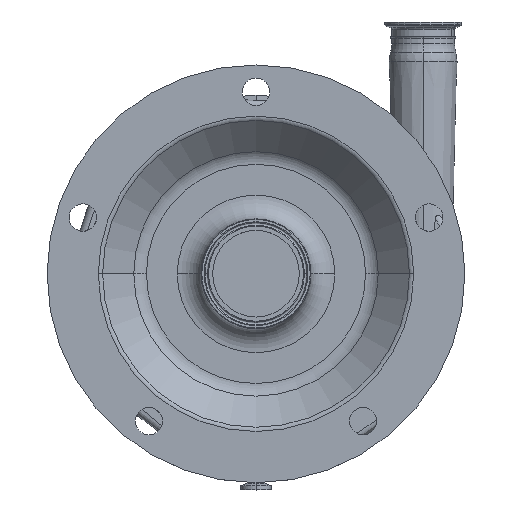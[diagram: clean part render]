
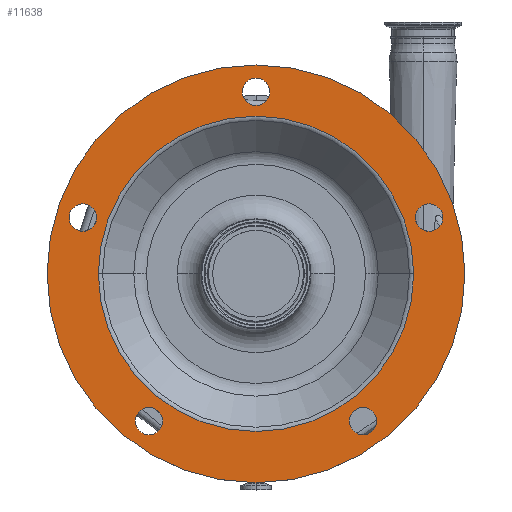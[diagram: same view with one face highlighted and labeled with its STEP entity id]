
A CAD part, top view. The second image highlights one B-rep face of the part: STEP entity #11638.
In plain terms, the highlighted planar face has unit normal (0, 0, 1).
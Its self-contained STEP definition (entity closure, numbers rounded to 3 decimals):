
#30 = CARTESIAN_POINT ( 'NONE',  ( -78.137, -123.375, 266.5 ) ) ;
#90 = EDGE_CURVE ( 'NONE', #12265, #1708, #10172, .T. ) ;
#140 = EDGE_CURVE ( 'NONE', #1708, #12265, #12888, .T. ) ;
#183 = CARTESIAN_POINT ( 'NONE',  ( 78.137, -123.375, 266.5 ) ) ;
#264 = CARTESIAN_POINT ( 'NONE',  ( -89.637, -123.375, 266.5 ) ) ;
#503 = EDGE_CURVE ( 'NONE', #5913, #11096, #8211, .T. ) ;
#568 = DIRECTION ( 'NONE',  ( 1., 0., 0. ) ) ;
#621 = EDGE_CURVE ( 'NONE', #4099, #3790, #3154, .T. ) ;
#652 = FACE_BOUND ( 'NONE', #8754, .T. ) ;
#721 = CIRCLE ( 'NONE', #8029, 11.5 ) ;
#735 = CIRCLE ( 'NONE', #2182, 11.5 ) ;
#906 = CARTESIAN_POINT ( 'NONE',  ( -101.137, -123.375, 266.5 ) ) ;
#1035 = DIRECTION ( 'NONE',  ( 0., 0., -1. ) ) ;
#1092 = DIRECTION ( 'NONE',  ( -1., 0., 0. ) ) ;
#1250 = CARTESIAN_POINT ( 'NONE',  ( 0., 152.5, 266.5 ) ) ;
#1310 = VERTEX_POINT ( 'NONE', #2453 ) ;
#1366 = ORIENTED_EDGE ( 'NONE', *, *, #10377, .F. ) ;
#1554 = FACE_BOUND ( 'NONE', #8430, .T. ) ;
#1573 = EDGE_CURVE ( 'NONE', #8296, #7762, #9907, .T. ) ;
#1602 = CARTESIAN_POINT ( 'NONE',  ( 0., 0., 266.5 ) ) ;
#1603 = AXIS2_PLACEMENT_3D ( 'NONE', #9415, #7319, #11306 ) ;
#1635 = CARTESIAN_POINT ( 'NONE',  ( -175., 0., 266.5 ) ) ;
#1706 = EDGE_CURVE ( 'NONE', #10385, #10345, #721, .T. ) ;
#1708 = VERTEX_POINT ( 'NONE', #11274 ) ;
#1790 = CIRCLE ( 'NONE', #5125, 132.071 ) ;
#1974 = DIRECTION ( 'NONE',  ( 1., 0., 0. ) ) ;
#2090 = CARTESIAN_POINT ( 'NONE',  ( -156.536, 47.125, 266.5 ) ) ;
#2182 = AXIS2_PLACEMENT_3D ( 'NONE', #9682, #10662, #10721 ) ;
#2242 = ORIENTED_EDGE ( 'NONE', *, *, #6741, .T. ) ;
#2339 = AXIS2_PLACEMENT_3D ( 'NONE', #12740, #3742, #1974 ) ;
#2392 = DIRECTION ( 'NONE',  ( -1., 0., 0. ) ) ;
#2453 = CARTESIAN_POINT ( 'NONE',  ( -11.5, 152.5, 266.5 ) ) ;
#2723 = FACE_BOUND ( 'NONE', #11766, .T. ) ;
#2862 = DIRECTION ( 'NONE',  ( 0., 0., 1. ) ) ;
#2913 = DIRECTION ( 'NONE',  ( 0., 0., 1. ) ) ;
#3154 = CIRCLE ( 'NONE', #2339, 11.5 ) ;
#3365 = EDGE_LOOP ( 'NONE', ( #8896, #5363 ) ) ;
#3507 = PLANE ( 'NONE',  #10915 ) ;
#3742 = DIRECTION ( 'NONE',  ( 0., 0., 1. ) ) ;
#3790 = VERTEX_POINT ( 'NONE', #6387 ) ;
#3906 = DIRECTION ( 'NONE',  ( 1., 0., 0. ) ) ;
#4099 = VERTEX_POINT ( 'NONE', #2090 ) ;
#4183 = DIRECTION ( 'NONE',  ( 1., 0., 0. ) ) ;
#4234 = DIRECTION ( 'NONE',  ( 1., 0., 0. ) ) ;
#4343 = VERTEX_POINT ( 'NONE', #183 ) ;
#4485 = DIRECTION ( 'NONE',  ( 1., 0., 0. ) ) ;
#4774 = EDGE_CURVE ( 'NONE', #3790, #4099, #10139, .T. ) ;
#4778 = DIRECTION ( 'NONE',  ( 0., 0., 1. ) ) ;
#4922 = AXIS2_PLACEMENT_3D ( 'NONE', #7528, #9554, #4485 ) ;
#4982 = EDGE_CURVE ( 'NONE', #4343, #7389, #5976, .T. ) ;
#5125 = AXIS2_PLACEMENT_3D ( 'NONE', #9020, #1035, #1092 ) ;
#5140 = DIRECTION ( 'NONE',  ( 0., 0., -1. ) ) ;
#5173 = EDGE_CURVE ( 'NONE', #10365, #1310, #735, .T. ) ;
#5199 = ORIENTED_EDGE ( 'NONE', *, *, #621, .F. ) ;
#5363 = ORIENTED_EDGE ( 'NONE', *, *, #140, .F. ) ;
#5569 = FACE_BOUND ( 'NONE', #11308, .T. ) ;
#5631 = CARTESIAN_POINT ( 'NONE',  ( 0., 175., 266.5 ) ) ;
#5853 = ORIENTED_EDGE ( 'NONE', *, *, #4774, .F. ) ;
#5913 = VERTEX_POINT ( 'NONE', #7983 ) ;
#5976 = CIRCLE ( 'NONE', #4922, 11.5 ) ;
#6066 = CIRCLE ( 'NONE', #8182, 11.5 ) ;
#6269 = EDGE_CURVE ( 'NONE', #1310, #10365, #12683, .T. ) ;
#6387 = CARTESIAN_POINT ( 'NONE',  ( -133.536, 47.125, 266.5 ) ) ;
#6477 = FACE_OUTER_BOUND ( 'NONE', #3365, .T. ) ;
#6480 = CARTESIAN_POINT ( 'NONE',  ( 156.536, 47.125, 266.5 ) ) ;
#6546 = FACE_BOUND ( 'NONE', #6756, .T. ) ;
#6558 = ORIENTED_EDGE ( 'NONE', *, *, #5173, .F. ) ;
#6627 = CARTESIAN_POINT ( 'NONE',  ( -132.071, 0., 266.5 ) ) ;
#6673 = ORIENTED_EDGE ( 'NONE', *, *, #4982, .F. ) ;
#6691 = EDGE_CURVE ( 'NONE', #7389, #4343, #8484, .T. ) ;
#6732 = DIRECTION ( 'NONE',  ( 0., 0., -1. ) ) ;
#6741 = EDGE_CURVE ( 'NONE', #7762, #8296, #1790, .T. ) ;
#6756 = EDGE_LOOP ( 'NONE', ( #5853, #5199 ) ) ;
#7103 = CARTESIAN_POINT ( 'NONE',  ( 11.5, 152.5, 266.5 ) ) ;
#7152 = AXIS2_PLACEMENT_3D ( 'NONE', #8681, #10514, #568 ) ;
#7217 = CARTESIAN_POINT ( 'NONE',  ( -89.637, -123.375, 266.5 ) ) ;
#7319 = DIRECTION ( 'NONE',  ( 0., 0., -1. ) ) ;
#7371 = CARTESIAN_POINT ( 'NONE',  ( 132.071, 0., 266.5 ) ) ;
#7389 = VERTEX_POINT ( 'NONE', #8585 ) ;
#7528 = CARTESIAN_POINT ( 'NONE',  ( 89.637, -123.375, 266.5 ) ) ;
#7715 = ORIENTED_EDGE ( 'NONE', *, *, #6691, .F. ) ;
#7762 = VERTEX_POINT ( 'NONE', #7371 ) ;
#7768 = AXIS2_PLACEMENT_3D ( 'NONE', #264, #11269, #4234 ) ;
#7895 = AXIS2_PLACEMENT_3D ( 'NONE', #9276, #5140, #2392 ) ;
#7983 = CARTESIAN_POINT ( 'NONE',  ( 133.536, 47.125, 266.5 ) ) ;
#8029 = AXIS2_PLACEMENT_3D ( 'NONE', #7217, #10356, #12459 ) ;
#8147 = DIRECTION ( 'NONE',  ( 0., 0., 1. ) ) ;
#8182 = AXIS2_PLACEMENT_3D ( 'NONE', #12878, #2913, #8825 ) ;
#8211 = CIRCLE ( 'NONE', #7152, 11.5 ) ;
#8288 = AXIS2_PLACEMENT_3D ( 'NONE', #8905, #4778, #3906 ) ;
#8296 = VERTEX_POINT ( 'NONE', #6627 ) ;
#8430 = EDGE_LOOP ( 'NONE', ( #12910, #2242 ) ) ;
#8484 = CIRCLE ( 'NONE', #8288, 11.5 ) ;
#8514 = ORIENTED_EDGE ( 'NONE', *, *, #1706, .F. ) ;
#8564 = FACE_BOUND ( 'NONE', #10320, .T. ) ;
#8585 = CARTESIAN_POINT ( 'NONE',  ( 101.137, -123.375, 266.5 ) ) ;
#8681 = CARTESIAN_POINT ( 'NONE',  ( 145.036, 47.125, 266.5 ) ) ;
#8754 = EDGE_LOOP ( 'NONE', ( #7715, #6673 ) ) ;
#8825 = DIRECTION ( 'NONE',  ( 1., 0., 0. ) ) ;
#8896 = ORIENTED_EDGE ( 'NONE', *, *, #90, .F. ) ;
#8905 = CARTESIAN_POINT ( 'NONE',  ( 89.637, -123.375, 266.5 ) ) ;
#9020 = CARTESIAN_POINT ( 'NONE',  ( 0., 0., 266.5 ) ) ;
#9264 = AXIS2_PLACEMENT_3D ( 'NONE', #1602, #10776, #9849 ) ;
#9276 = CARTESIAN_POINT ( 'NONE',  ( 0., 0., 266.5 ) ) ;
#9415 = CARTESIAN_POINT ( 'NONE',  ( 0., 0., 266.5 ) ) ;
#9554 = DIRECTION ( 'NONE',  ( 0., 0., 1. ) ) ;
#9682 = CARTESIAN_POINT ( 'NONE',  ( 0., 152.5, 266.5 ) ) ;
#9737 = EDGE_CURVE ( 'NONE', #10345, #10385, #10683, .T. ) ;
#9755 = DIRECTION ( 'NONE',  ( -1., 0., 0. ) ) ;
#9849 = DIRECTION ( 'NONE',  ( -1., 0., 0. ) ) ;
#9907 = CIRCLE ( 'NONE', #9264, 132.071 ) ;
#10139 = CIRCLE ( 'NONE', #10970, 11.5 ) ;
#10172 = CIRCLE ( 'NONE', #7895, 175. ) ;
#10320 = EDGE_LOOP ( 'NONE', ( #8514, #12767 ) ) ;
#10345 = VERTEX_POINT ( 'NONE', #906 ) ;
#10356 = DIRECTION ( 'NONE',  ( 0., 0., 1. ) ) ;
#10365 = VERTEX_POINT ( 'NONE', #7103 ) ;
#10377 = EDGE_CURVE ( 'NONE', #11096, #5913, #6066, .T. ) ;
#10385 = VERTEX_POINT ( 'NONE', #30 ) ;
#10514 = DIRECTION ( 'NONE',  ( 0., 0., 1. ) ) ;
#10662 = DIRECTION ( 'NONE',  ( 0., 0., 1. ) ) ;
#10683 = CIRCLE ( 'NONE', #7768, 11.5 ) ;
#10721 = DIRECTION ( 'NONE',  ( 1., 0., 0. ) ) ;
#10737 = CARTESIAN_POINT ( 'NONE',  ( -145.036, 47.125, 266.5 ) ) ;
#10776 = DIRECTION ( 'NONE',  ( 0., 0., -1. ) ) ;
#10915 = AXIS2_PLACEMENT_3D ( 'NONE', #5631, #6732, #9755 ) ;
#10970 = AXIS2_PLACEMENT_3D ( 'NONE', #10737, #2862, #12705 ) ;
#11096 = VERTEX_POINT ( 'NONE', #6480 ) ;
#11257 = ORIENTED_EDGE ( 'NONE', *, *, #6269, .F. ) ;
#11269 = DIRECTION ( 'NONE',  ( 0., 0., 1. ) ) ;
#11274 = CARTESIAN_POINT ( 'NONE',  ( 175., 0., 266.5 ) ) ;
#11306 = DIRECTION ( 'NONE',  ( -1., 0., 0. ) ) ;
#11308 = EDGE_LOOP ( 'NONE', ( #1366, #11491 ) ) ;
#11491 = ORIENTED_EDGE ( 'NONE', *, *, #503, .F. ) ;
#11638 = ADVANCED_FACE ( 'NONE', ( #6546, #8564, #652, #5569, #1554, #6477, #2723 ), #3507, .F. ) ;
#11766 = EDGE_LOOP ( 'NONE', ( #6558, #11257 ) ) ;
#12265 = VERTEX_POINT ( 'NONE', #1635 ) ;
#12459 = DIRECTION ( 'NONE',  ( 1., 0., 0. ) ) ;
#12683 = CIRCLE ( 'NONE', #12873, 11.5 ) ;
#12705 = DIRECTION ( 'NONE',  ( 1., 0., 0. ) ) ;
#12740 = CARTESIAN_POINT ( 'NONE',  ( -145.036, 47.125, 266.5 ) ) ;
#12767 = ORIENTED_EDGE ( 'NONE', *, *, #9737, .F. ) ;
#12873 = AXIS2_PLACEMENT_3D ( 'NONE', #1250, #8147, #4183 ) ;
#12878 = CARTESIAN_POINT ( 'NONE',  ( 145.036, 47.125, 266.5 ) ) ;
#12888 = CIRCLE ( 'NONE', #1603, 175. ) ;
#12910 = ORIENTED_EDGE ( 'NONE', *, *, #1573, .T. ) ;
